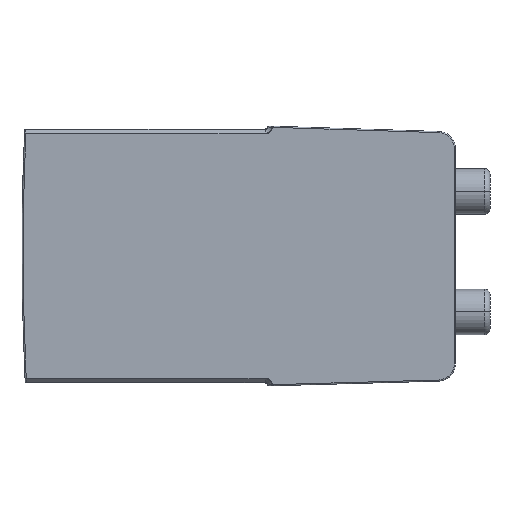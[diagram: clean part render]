
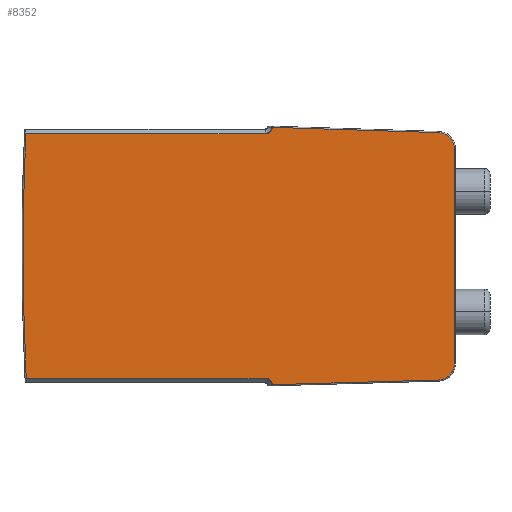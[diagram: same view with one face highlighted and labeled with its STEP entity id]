
A CAD part, left-side view. The second image highlights one B-rep face of the part: STEP entity #8352.
In plain terms, the highlighted planar face has unit normal (-1, 0, 0).
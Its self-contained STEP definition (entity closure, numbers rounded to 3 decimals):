
#1711=DIRECTION('',(0.,-1.,0.));
#1712=VECTOR('',#1711,41.413);
#1713=CARTESIAN_POINT('',(-9.,74.413,-21.917));
#1714=LINE('',#1713,#1712);
#1719=CARTESIAN_POINT('',(-9.,-342.811,0.));
#1720=DIRECTION('',(1.,0.,0.));
#1721=DIRECTION('',(0.,0.999,-0.052));
#1722=AXIS2_PLACEMENT_3D('',#1719,#1720,#1721);
#1724=CARTESIAN_POINT('',(-9.,33.,21.75));
#1725=DIRECTION('',(-1.,0.,0.));
#1726=DIRECTION('',(0.,0.,-1.));
#1727=AXIS2_PLACEMENT_3D('',#1724,#1725,#1726);
#1729=CARTESIAN_POINT('',(-9.,33.,21.75));
#1730=DIRECTION('',(-1.,0.,0.));
#1731=DIRECTION('',(0.,-0.706,-0.708));
#1732=AXIS2_PLACEMENT_3D('',#1729,#1730,#1731);
#1734=DIRECTION('',(0.,-0.999,-0.032));
#1735=VECTOR('',#1734,28.606);
#1736=CARTESIAN_POINT('',(-9.,31.503,21.55));
#1737=LINE('',#1736,#1735);
#1738=CARTESIAN_POINT('',(-9.,3.,17.844));
#1739=DIRECTION('',(1.,0.,0.));
#1740=DIRECTION('',(0.,-0.032,0.999));
#1741=AXIS2_PLACEMENT_3D('',#1738,#1739,#1740);
#1743=CARTESIAN_POINT('',(-9.,3.,-19.45));
#1744=DIRECTION('',(1.,0.,0.));
#1745=DIRECTION('',(0.,-1.,0.));
#1746=AXIS2_PLACEMENT_3D('',#1743,#1744,#1745);
#1748=DIRECTION('',(0.,1.,-0.028));
#1749=VECTOR('',#1748,28.592);
#1750=CARTESIAN_POINT('',(-9.,2.922,-22.249));
#1751=LINE('',#1750,#1749);
#1752=DIRECTION('',(0.,1.,0.));
#1753=VECTOR('',#1752,0.179);
#1754=CARTESIAN_POINT('',(-9.,31.503,-23.05));
#1755=LINE('',#1754,#1753);
#1756=CARTESIAN_POINT('',(-9.,33.,-23.25));
#1757=DIRECTION('',(-1.,0.,0.));
#1758=DIRECTION('',(0.,-0.989,0.15));
#1759=AXIS2_PLACEMENT_3D('',#1756,#1757,#1758);
#1780=DIRECTION('',(0.,1.,0.));
#1781=VECTOR('',#1780,41.489);
#1782=CARTESIAN_POINT('',(-9.,33.,20.417));
#1783=LINE('',#1782,#1781);
#2282=DIRECTION('',(0.,0.,1.));
#2283=VECTOR('',#2282,37.294);
#2284=CARTESIAN_POINT('',(-9.,0.2,-19.45));
#2285=LINE('',#2284,#2283);
#2516=DIRECTION('',(0.,1.,0.));
#2517=VECTOR('',#2516,0.179);
#2518=CARTESIAN_POINT('',(-9.,31.503,21.55));
#2519=LINE('',#2518,#2517);
#6273=CARTESIAN_POINT('',(-9.,74.413,-21.917));
#6274=VERTEX_POINT('',#6273);
#6275=CARTESIAN_POINT('',(-9.,33.,-21.917));
#6276=VERTEX_POINT('',#6275);
#6277=CARTESIAN_POINT('',(-9.,74.489,20.417));
#6278=VERTEX_POINT('',#6277);
#6279=CARTESIAN_POINT('',(-9.,33.,20.417));
#6280=VERTEX_POINT('',#6279);
#6281=CARTESIAN_POINT('',(-9.,32.058,20.807));
#6282=VERTEX_POINT('',#6281);
#6283=CARTESIAN_POINT('',(-9.,31.682,21.55));
#6284=VERTEX_POINT('',#6283);
#6285=CARTESIAN_POINT('',(-9.,31.503,21.55));
#6286=VERTEX_POINT('',#6285);
#6287=CARTESIAN_POINT('',(-9.,2.911,20.642));
#6288=VERTEX_POINT('',#6287);
#6289=CARTESIAN_POINT('',(-9.,0.2,17.844));
#6290=VERTEX_POINT('',#6289);
#6291=CARTESIAN_POINT('',(-9.,0.2,-19.45));
#6292=VERTEX_POINT('',#6291);
#6293=CARTESIAN_POINT('',(-9.,2.922,-22.249));
#6294=VERTEX_POINT('',#6293);
#6295=CARTESIAN_POINT('',(-9.,31.503,-23.05));
#6296=VERTEX_POINT('',#6295);
#6297=CARTESIAN_POINT('',(-9.,31.682,-23.05));
#6298=VERTEX_POINT('',#6297);
#8320=CARTESIAN_POINT('',(-9.,0.,-20.75));
#8321=DIRECTION('',(-1.,0.,0.));
#8322=DIRECTION('',(0.,0.,1.));
#8323=AXIS2_PLACEMENT_3D('',#8320,#8321,#8322);
#8324=PLANE('',#8323);
#8326=ORIENTED_EDGE('',*,*,#8325,.T.);
#8328=ORIENTED_EDGE('',*,*,#8327,.F.);
#8330=ORIENTED_EDGE('',*,*,#8329,.T.);
#8332=ORIENTED_EDGE('',*,*,#8331,.T.);
#8334=ORIENTED_EDGE('',*,*,#8333,.F.);
#8336=ORIENTED_EDGE('',*,*,#8335,.T.);
#8338=ORIENTED_EDGE('',*,*,#8337,.T.);
#8340=ORIENTED_EDGE('',*,*,#8339,.F.);
#8342=ORIENTED_EDGE('',*,*,#8341,.T.);
#8344=ORIENTED_EDGE('',*,*,#8343,.T.);
#8346=ORIENTED_EDGE('',*,*,#8345,.T.);
#8348=ORIENTED_EDGE('',*,*,#8347,.T.);
#8349=ORIENTED_EDGE('',*,*,#8300,.F.);
#8350=EDGE_LOOP('',(#8326,#8328,#8330,#8332,#8334,#8336,#8338,#8340,#8342,#8344,
#8346,#8348,#8349));
#8351=FACE_OUTER_BOUND('',#8350,.F.);
#1723=CIRCLE('',#1722,417.8);
#1728=CIRCLE('',#1727,1.333);
#1733=CIRCLE('',#1732,1.333);
#1742=CIRCLE('',#1741,2.8);
#1747=CIRCLE('',#1746,2.8);
#1760=CIRCLE('',#1759,1.333);
#8300=EDGE_CURVE('',#6274,#6276,#1714,.T.);
#8325=EDGE_CURVE('',#6274,#6278,#1723,.T.);
#8327=EDGE_CURVE('',#6280,#6278,#1783,.T.);
#8329=EDGE_CURVE('',#6280,#6282,#1728,.T.);
#8331=EDGE_CURVE('',#6282,#6284,#1733,.T.);
#8333=EDGE_CURVE('',#6286,#6284,#2519,.T.);
#8335=EDGE_CURVE('',#6286,#6288,#1737,.T.);
#8337=EDGE_CURVE('',#6288,#6290,#1742,.T.);
#8339=EDGE_CURVE('',#6292,#6290,#2285,.T.);
#8341=EDGE_CURVE('',#6292,#6294,#1747,.T.);
#8343=EDGE_CURVE('',#6294,#6296,#1751,.T.);
#8345=EDGE_CURVE('',#6296,#6298,#1755,.T.);
#8347=EDGE_CURVE('',#6298,#6276,#1760,.T.);
#8352=ADVANCED_FACE('',(#8351),#8324,.T.);
